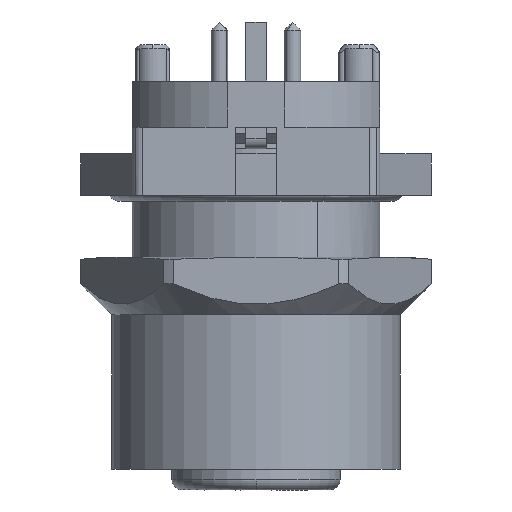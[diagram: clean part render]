
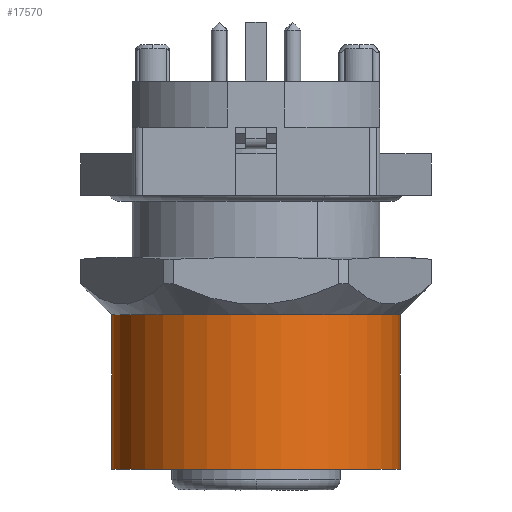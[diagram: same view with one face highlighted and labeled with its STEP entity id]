
A CAD part, front view. The second image highlights one B-rep face of the part: STEP entity #17570.
In plain terms, the highlighted cylindrical face has radius 7 mm (diameter 14 mm), a partial arc.
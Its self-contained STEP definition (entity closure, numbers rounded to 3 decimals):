
#17461=AXIS2_PLACEMENT_3D('Circle Axis2P3D',#17459,#17460,$) ;
#17488=AXIS2_PLACEMENT_3D('Circle Axis2P3D',#17486,#17487,$) ;
#17562=AXIS2_PLACEMENT_3D('Cylinder Axis2P3D',#17559,#17560,#17561) ;
#17454=CARTESIAN_POINT('Vertex',(1.495,8.5,1.)) ;
#17456=CARTESIAN_POINT('Vertex',(15.495,8.5,1.)) ;
#17459=CARTESIAN_POINT('Axis2P3D Location',(8.495,8.5,1.)) ;
#17483=CARTESIAN_POINT('Vertex',(1.495,8.5,8.5)) ;
#17486=CARTESIAN_POINT('Axis2P3D Location',(8.495,8.5,8.5)) ;
#17490=CARTESIAN_POINT('Vertex',(15.495,8.5,8.5)) ;
#17541=CARTESIAN_POINT('Line Origine',(1.495,8.5,4.75)) ;
#17546=CARTESIAN_POINT('Line Origine',(15.495,8.5,4.75)) ;
#17559=CARTESIAN_POINT('Axis2P3D Location',(8.495,8.5,4.75)) ;
#17460=DIRECTION('Axis2P3D Direction',(0.,0.,-1.)) ;
#17487=DIRECTION('Axis2P3D Direction',(0.,0.,1.)) ;
#17542=DIRECTION('Vector Direction',(0.,0.,-1.)) ;
#17547=DIRECTION('Vector Direction',(0.,0.,-1.)) ;
#17560=DIRECTION('Axis2P3D Direction',(0.,0.,-1.)) ;
#17561=DIRECTION('Axis2P3D XDirection',(1.,0.,0.)) ;
#17543=VECTOR('Line Direction',#17542,1.) ;
#17548=VECTOR('Line Direction',#17547,1.) ;
#17565=ORIENTED_EDGE('',*,*,#17550,.F.) ;
#17566=ORIENTED_EDGE('',*,*,#17492,.T.) ;
#17567=ORIENTED_EDGE('',*,*,#17545,.F.) ;
#17568=ORIENTED_EDGE('',*,*,#17463,.F.) ;
#17570=ADVANCED_FACE('V1',(#17569),#17563,.T.) ;
#17462=CIRCLE('generated circle',#17461,7.) ;
#17489=CIRCLE('generated circle',#17488,7.) ;
#17563=CYLINDRICAL_SURFACE('generated cylinder',#17562,7.) ;
#17463=EDGE_CURVE('',#17457,#17455,#17462,.T.) ;
#17492=EDGE_CURVE('',#17491,#17484,#17489,.F.) ;
#17545=EDGE_CURVE('',#17455,#17484,#17544,.F.) ;
#17550=EDGE_CURVE('',#17491,#17457,#17549,.T.) ;
#17564=EDGE_LOOP('',(#17565,#17566,#17567,#17568)) ;
#17569=FACE_OUTER_BOUND('',#17564,.T.) ;
#17544=LINE('Line',#17541,#17543) ;
#17549=LINE('Line',#17546,#17548) ;
#17455=VERTEX_POINT('',#17454) ;
#17457=VERTEX_POINT('',#17456) ;
#17484=VERTEX_POINT('',#17483) ;
#17491=VERTEX_POINT('',#17490) ;
